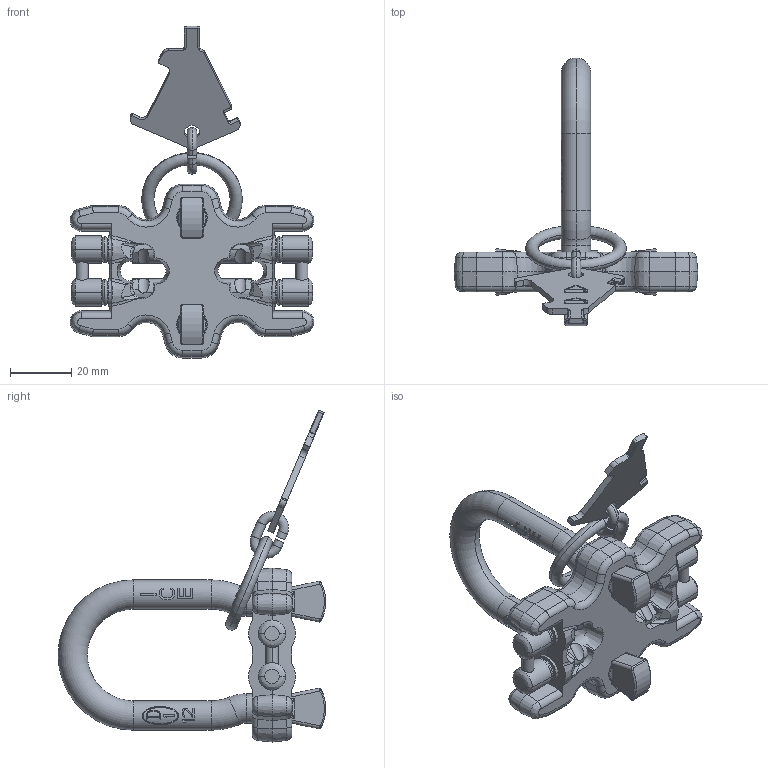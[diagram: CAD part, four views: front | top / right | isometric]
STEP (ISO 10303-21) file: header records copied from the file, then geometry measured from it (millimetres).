
FILE_DESCRIPTION((''),'2;1');
FILE_NAME('001-M35659-P-1_ASM','2019-11-27T',('Lukas.Muehlberger'),(''),'PRO/ENGINEER BY PARAMETRIC TECHNOLOGY CORPORATION, 2011490','PRO/ENGINEER BY PARAMETRIC TECHNOLOGY CORPORATION, 2011490','');
FILE_SCHEMA(('CONFIG_CONTROL_DESIGN'));
Length unit declared in the file: millimetre
Products named in the file (9): 001-M31082-P-1; 001-M31626-RT1; 001-M31264-P-9; 001-M31628-P-1; 001-M35048-P10; 001-M31128-V05; 001-M31129-P-7; 001-M31555-P-2; 001-M35659-P-1_ASM
Assembly tree (15 placements, depth 2):
  001-M35659-P-1_ASM
    001-M31082-P-1
    001-M31626-RT1  x4
    001-M31264-P-9  x4
    001-M31628-P-1  x2
    001-M35048-P10
    001-M31128-V05
    001-M31129-P-7
    001-M31555-P-2
Bounding box: 79.95 x 87.77 x 108.79 mm (x, y, z)
Volume: 51850.9 mm3; surface area: 25755.3 mm2
Topology: 15 solids, 15 shells, 972 faces, 2474 edges, 1546 vertices
Faces by surface type: plane 542, cylinder 188, cone 92, torus 74, bspline 64, sphere 8, extrusion 4
Entity records: 28335 total; most frequent: CARTESIAN_POINT 8424, ORIENTED_EDGE 4280, DIRECTION 3806, EDGE_CURVE 2140, VECTOR 1434, LINE 1430, VERTEX_POINT 1354, AXIS2_PLACEMENT_3D 1186
